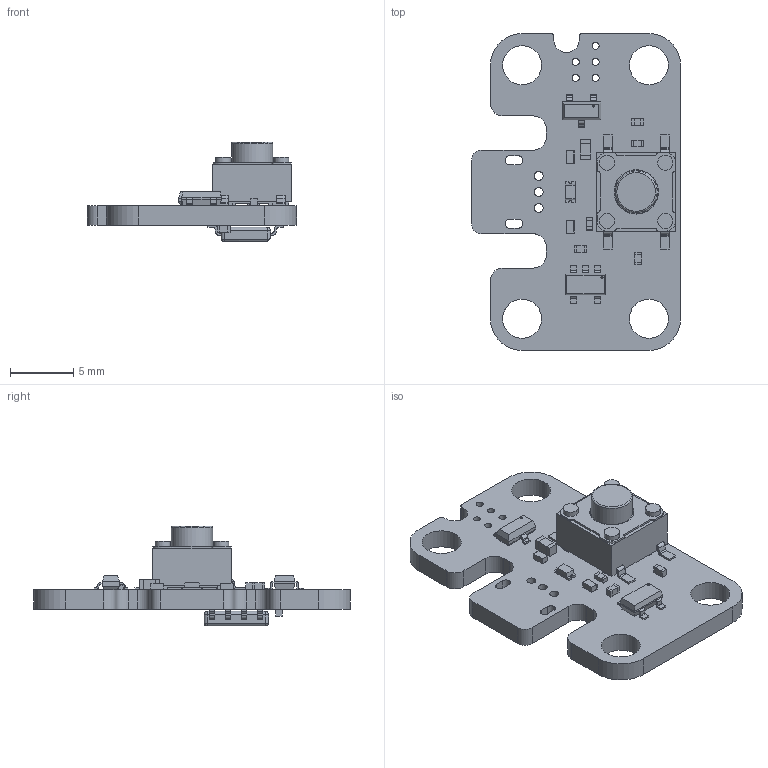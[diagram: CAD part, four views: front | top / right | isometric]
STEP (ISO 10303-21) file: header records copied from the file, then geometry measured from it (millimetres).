
FILE_DESCRIPTION(('Open CASCADE Model'),'2;1');
FILE_NAME('Open CASCADE Shape Model','2022-06-12T21:24:51',('Author'),( 'Open CASCADE'),'Open CASCADE STEP processor 6.8','Open CASCADE 6.8' ,'Unknown');
FILE_SCHEMA(('AUTOMOTIVE_DESIGN { 1 0 10303 214 1 1 1 1 }'));
Length unit declared in the file: millimetre
Products named in the file (42): PCB; Board; Open CASCADE STEP translator 6.8 1.1.1; U2; SOP8_v1; D3; MSRC-RCLAMP0521P-N_v2; D2; D6; MSRC-0603_LED_orange; R2; 6462457488; Extruded; 6462457888; C4; 6462458368; 6462458208; SW1; SAMACSYS-430182050816; D1; MSRC-Nexperia_SOT23; U1; MSFT-SOT23-5; Model; R1; 6462457728; FB1; 6734928864; 6734929104; C1; C3; 6462457168; 6462457008; C2
Assembly tree (54 placements, depth 4):
  PCB
    Board
      Open CASCADE STEP translator 6.8 1.1.1
    U2
      SOP8_v1
    D3
      MSRC-RCLAMP0521P-N_v2
    D2
      MSRC-RCLAMP0521P-N_v2
    D6
      MSRC-0603_LED_orange
    R2
      6462457488  x2
        Extruded
      6462457888
        Extruded
    C4
      6462458368  x2
        Extruded
      6462458208
        Extruded
    SW1
      SAMACSYS-430182050816
    D1
      MSRC-Nexperia_SOT23
    U1
      MSFT-SOT23-5
        Model
    R1
      6462457888
        Extruded
      6462457728  x2
        Extruded
    FB1
      6734928864
        Extruded
      6734929104  x2
        Extruded
    C1
      6462458368  x2
        Extruded
      6462458208
        Extruded
    C3
      6462457168  x2
        Extruded
      6462457008
        Extruded
    C2
      6462458368  x2
        Extruded
      6462458208
        Extruded
Bounding box: 16.5 x 25 x 7.85 mm (x, y, z)
Volume: 668.3 mm3; surface area: 1240.9 mm2
Topology: 50 solids, 50 shells, 706 faces, 1715 edges, 1115 vertices
Faces by surface type: plane 498, cylinder 184, sphere 16, bspline 6, torus 2
Full cylindrical faces by diameter (mm): 0.152 x1, 0.165 x1, 0.558 x5, 0.71 x3, 1.2 x4, 3.08 x4, 3.25 x1, 3.5 x1
Entity records: 20386 total; most frequent: CARTESIAN_POINT 3253, DIRECTION 3123, ORIENTED_EDGE 2984, EDGE_CURVE 1492, LINE 1129, VECTOR 1129, AXIS2_PLACEMENT_3D 997, VERTEX_POINT 977
